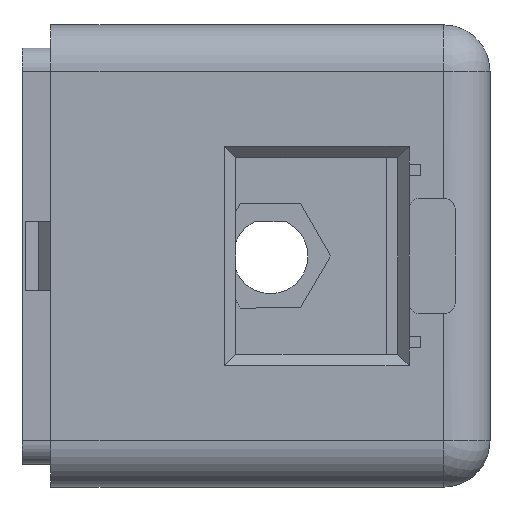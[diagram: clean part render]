
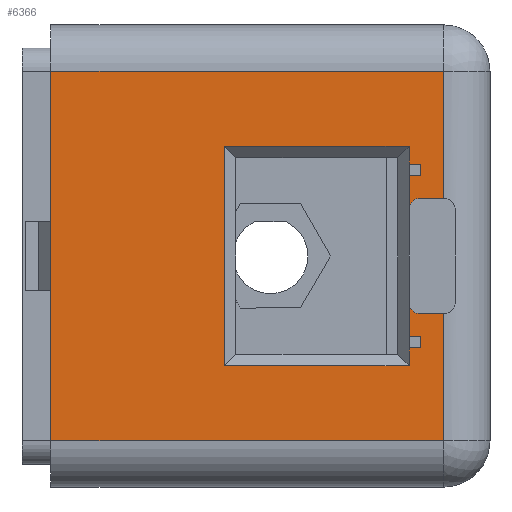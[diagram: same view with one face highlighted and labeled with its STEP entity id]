
A CAD part, left-side view. The second image highlights one B-rep face of the part: STEP entity #6366.
In plain terms, the highlighted planar face has unit normal (-1, 0, 0).
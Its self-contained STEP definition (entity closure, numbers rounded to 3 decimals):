
#388=CIRCLE('',#6876,1.);
#389=CIRCLE('',#6879,1.);
#688=FACE_OUTER_BOUND('',#1055,.T.);
#1055=EDGE_LOOP('',(#5588,#5589,#5590,#5591,#5592,#5593,#5594,#5595,#5596,
#5597,#5598,#5599,#5600,#5601,#5602,#5603,#5604,#5605,#5606,#5607,#5608,
#5609));
#1698=LINE('',#10176,#2410);
#1705=LINE('',#10200,#2417);
#1709=LINE('',#10208,#2421);
#1713=LINE('',#10216,#2425);
#1715=LINE('',#10220,#2427);
#1717=LINE('',#10224,#2429);
#1719=LINE('',#10228,#2431);
#1721=LINE('',#10231,#2433);
#1776=LINE('',#10358,#2488);
#1778=LINE('',#10361,#2490);
#1781=LINE('',#10366,#2493);
#1783=LINE('',#10371,#2495);
#1785=LINE('',#10374,#2497);
#1788=LINE('',#10379,#2500);
#1791=LINE('',#10397,#2503);
#1796=LINE('',#10410,#2508);
#1801=LINE('',#10431,#2513);
#1803=LINE('',#10435,#2515);
#1804=LINE('',#10437,#2516);
#1806=LINE('',#10445,#2518);
#2410=VECTOR('',#8315,10.);
#2417=VECTOR('',#8338,10.);
#2421=VECTOR('',#8344,10.);
#2425=VECTOR('',#8350,10.);
#2427=VECTOR('',#8352,10.);
#2429=VECTOR('',#8354,10.);
#2431=VECTOR('',#8356,10.);
#2433=VECTOR('',#8360,10.);
#2488=VECTOR('',#8499,10.);
#2490=VECTOR('',#8503,10.);
#2493=VECTOR('',#8510,10.);
#2495=VECTOR('',#8514,10.);
#2497=VECTOR('',#8518,10.);
#2500=VECTOR('',#8525,10.);
#2503=VECTOR('',#8532,10.);
#2508=VECTOR('',#8549,10.);
#2513=VECTOR('',#8564,10.);
#2515=VECTOR('',#8568,10.);
#2516=VECTOR('',#8571,10.);
#2518=VECTOR('',#8585,10.);
#3047=VERTEX_POINT('',#10138);
#3061=VERTEX_POINT('',#10173);
#3062=VERTEX_POINT('',#10175);
#3070=VERTEX_POINT('',#10198);
#3071=VERTEX_POINT('',#10199);
#3074=VERTEX_POINT('',#10207);
#3077=VERTEX_POINT('',#10215);
#3078=VERTEX_POINT('',#10217);
#3079=VERTEX_POINT('',#10219);
#3080=VERTEX_POINT('',#10221);
#3081=VERTEX_POINT('',#10223);
#3082=VERTEX_POINT('',#10225);
#3083=VERTEX_POINT('',#10227);
#3112=VERTEX_POINT('',#10355);
#3113=VERTEX_POINT('',#10357);
#3114=VERTEX_POINT('',#10368);
#3115=VERTEX_POINT('',#10370);
#3117=VERTEX_POINT('',#10382);
#3118=VERTEX_POINT('',#10396);
#3119=VERTEX_POINT('',#10405);
#3120=VERTEX_POINT('',#10409);
#3122=VERTEX_POINT('',#10433);
#3885=EDGE_CURVE('',#3062,#3061,#1698,.T.);
#3897=EDGE_CURVE('',#3070,#3071,#1705,.T.);
#3901=EDGE_CURVE('',#3071,#3074,#1709,.T.);
#3905=EDGE_CURVE('',#3074,#3077,#1713,.T.);
#3907=EDGE_CURVE('',#3078,#3079,#1715,.T.);
#3909=EDGE_CURVE('',#3080,#3081,#1717,.T.);
#3911=EDGE_CURVE('',#3082,#3083,#1719,.T.);
#3913=EDGE_CURVE('',#3083,#3070,#1721,.T.);
#3976=EDGE_CURVE('',#3113,#3112,#1776,.T.);
#3978=EDGE_CURVE('',#3082,#3113,#1778,.T.);
#3981=EDGE_CURVE('',#3112,#3081,#1781,.T.);
#3983=EDGE_CURVE('',#3115,#3114,#1783,.T.);
#3985=EDGE_CURVE('',#3078,#3115,#1785,.T.);
#3988=EDGE_CURVE('',#3114,#3077,#1788,.T.);
#3992=EDGE_CURVE('',#3118,#3117,#1791,.T.);
#3994=EDGE_CURVE('',#3118,#3080,#388,.T.);
#3997=EDGE_CURVE('',#3079,#3119,#389,.T.);
#3999=EDGE_CURVE('',#3120,#3119,#1796,.T.);
#4005=EDGE_CURVE('',#3120,#3047,#1801,.T.);
#4008=EDGE_CURVE('',#3122,#3117,#1803,.T.);
#4009=EDGE_CURVE('',#3047,#3061,#1804,.T.);
#4013=EDGE_CURVE('',#3062,#3122,#1806,.T.);
#5588=ORIENTED_EDGE('',*,*,#3885,.T.);
#5589=ORIENTED_EDGE('',*,*,#4009,.F.);
#5590=ORIENTED_EDGE('',*,*,#4005,.F.);
#5591=ORIENTED_EDGE('',*,*,#3999,.T.);
#5592=ORIENTED_EDGE('',*,*,#3997,.F.);
#5593=ORIENTED_EDGE('',*,*,#3907,.F.);
#5594=ORIENTED_EDGE('',*,*,#3985,.T.);
#5595=ORIENTED_EDGE('',*,*,#3983,.T.);
#5596=ORIENTED_EDGE('',*,*,#3988,.T.);
#5597=ORIENTED_EDGE('',*,*,#3905,.F.);
#5598=ORIENTED_EDGE('',*,*,#3901,.F.);
#5599=ORIENTED_EDGE('',*,*,#3897,.F.);
#5600=ORIENTED_EDGE('',*,*,#3913,.F.);
#5601=ORIENTED_EDGE('',*,*,#3911,.F.);
#5602=ORIENTED_EDGE('',*,*,#3978,.T.);
#5603=ORIENTED_EDGE('',*,*,#3976,.T.);
#5604=ORIENTED_EDGE('',*,*,#3981,.T.);
#5605=ORIENTED_EDGE('',*,*,#3909,.F.);
#5606=ORIENTED_EDGE('',*,*,#3994,.F.);
#5607=ORIENTED_EDGE('',*,*,#3992,.T.);
#5608=ORIENTED_EDGE('',*,*,#4008,.F.);
#5609=ORIENTED_EDGE('',*,*,#4013,.F.);
#6060=PLANE('',#6894);
#6366=ADVANCED_FACE('',(#688),#6060,.T.);
#6876=AXIS2_PLACEMENT_3D('',#10400,#8536,#8537);
#6879=AXIS2_PLACEMENT_3D('',#10406,#8544,#8545);
#6894=AXIS2_PLACEMENT_3D('',#10447,#8587,#8588);
#8315=DIRECTION('',(0.,0.,-1.));
#8338=DIRECTION('',(0.,0.,-1.));
#8344=DIRECTION('',(0.,-1.,0.));
#8350=DIRECTION('',(0.,0.,1.));
#8352=DIRECTION('',(0.,0.,1.));
#8354=DIRECTION('',(0.,0.,1.));
#8356=DIRECTION('',(0.,0.,1.));
#8360=DIRECTION('',(0.,1.,0.));
#8499=DIRECTION('',(0.,0.,-1.));
#8503=DIRECTION('',(0.,-1.,0.));
#8510=DIRECTION('',(0.,1.,0.));
#8514=DIRECTION('',(0.,0.,-1.));
#8518=DIRECTION('',(0.,-1.,0.));
#8525=DIRECTION('',(0.,1.,0.));
#8532=DIRECTION('',(0.,-1.,0.));
#8536=DIRECTION('center_axis',(-1.,0.,0.));
#8537=DIRECTION('ref_axis',(0.,0.707,0.707));
#8544=DIRECTION('center_axis',(-1.,0.,0.));
#8545=DIRECTION('ref_axis',(0.,0.707,-0.707));
#8549=DIRECTION('',(0.,1.,0.));
#8564=DIRECTION('',(0.,0.,-1.));
#8568=DIRECTION('',(0.,0.,-1.));
#8571=DIRECTION('',(0.,1.,0.));
#8585=DIRECTION('',(0.,-1.,0.));
#8587=DIRECTION('center_axis',(-1.,0.,0.));
#8588=DIRECTION('ref_axis',(0.,0.,-1.));
#10138=CARTESIAN_POINT('',(-45.,2.,-16.));
#10173=CARTESIAN_POINT('',(-45.,36.,-16.));
#10175=CARTESIAN_POINT('',(-45.,36.,16.));
#10176=CARTESIAN_POINT('',(-45.,36.,1.));
#10198=CARTESIAN_POINT('',(-45.,21.,9.5));
#10199=CARTESIAN_POINT('',(-45.,21.,-9.5));
#10200=CARTESIAN_POINT('',(-45.,21.,5.75));
#10207=CARTESIAN_POINT('',(-45.,5.,-9.5));
#10208=CARTESIAN_POINT('',(-45.,3.,-9.5));
#10215=CARTESIAN_POINT('',(-45.,5.,-7.95));
#10216=CARTESIAN_POINT('',(-45.,5.,14.25));
#10217=CARTESIAN_POINT('',(-45.,5.,-6.95));
#10219=CARTESIAN_POINT('',(-45.,5.,-4.));
#10220=CARTESIAN_POINT('',(-45.,5.,14.25));
#10221=CARTESIAN_POINT('',(-45.,5.,4.));
#10223=CARTESIAN_POINT('',(-45.,5.,6.95));
#10224=CARTESIAN_POINT('',(-45.,5.,14.25));
#10225=CARTESIAN_POINT('',(-45.,5.,7.95));
#10227=CARTESIAN_POINT('',(-45.,5.,9.5));
#10228=CARTESIAN_POINT('',(-45.,5.,14.25));
#10231=CARTESIAN_POINT('',(-45.,10.,9.5));
#10355=CARTESIAN_POINT('',(-45.,4.,6.95));
#10357=CARTESIAN_POINT('',(-45.,4.,7.95));
#10358=CARTESIAN_POINT('',(-45.,4.,13.975));
#10361=CARTESIAN_POINT('',(-45.,2.5,7.95));
#10366=CARTESIAN_POINT('',(-45.,2.,6.95));
#10368=CARTESIAN_POINT('',(-45.,4.,-7.95));
#10370=CARTESIAN_POINT('',(-45.,4.,-6.95));
#10371=CARTESIAN_POINT('',(-45.,4.,6.525));
#10374=CARTESIAN_POINT('',(-45.,2.5,-6.95));
#10379=CARTESIAN_POINT('',(-45.,2.,-7.95));
#10382=CARTESIAN_POINT('',(-45.,2.,5.));
#10396=CARTESIAN_POINT('',(-45.,4.,5.));
#10397=CARTESIAN_POINT('',(-45.,2.5,5.));
#10400=CARTESIAN_POINT('Origin',(-45.,4.,4.));
#10405=CARTESIAN_POINT('',(-45.,4.,-5.));
#10406=CARTESIAN_POINT('Origin',(-45.,4.,-4.));
#10409=CARTESIAN_POINT('',(-45.,2.,-5.));
#10410=CARTESIAN_POINT('',(-45.,0.5,-5.));
#10431=CARTESIAN_POINT('',(-45.,2.,10.));
#10433=CARTESIAN_POINT('',(-45.,2.,16.));
#10435=CARTESIAN_POINT('',(-45.,2.,10.));
#10437=CARTESIAN_POINT('',(-45.,0.,-16.));
#10445=CARTESIAN_POINT('',(-45.,0.,16.));
#10447=CARTESIAN_POINT('Origin',(-45.,0.,20.));
